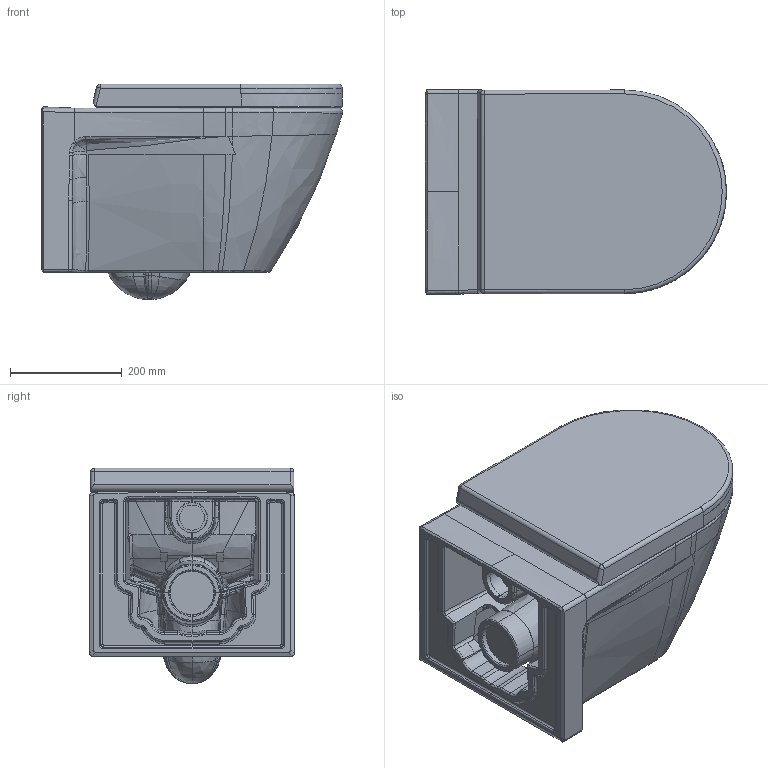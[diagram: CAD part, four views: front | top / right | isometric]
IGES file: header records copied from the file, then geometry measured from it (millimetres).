
Global section: file name: No Iges File Name specified; native system: Autodesk Inventor 2011; preprocessor: AutoDesk Inventor Iges Exporter R2011; author: Administrator; date: 20120307.212300; units: millimetre
Bounding box: 539.91 x 367.31 x 386.29 mm (x, y, z)
Volume: 3535201.3 mm3; surface area: 1673999.4 mm2
Topology: 2 solids, 3 shells, 1201 faces, 2854 edges, 1645 vertices
Faces by surface type: bspline 923, plane 95, revolution 77, cylinder 63, torus 32, cone 7, sphere 4
